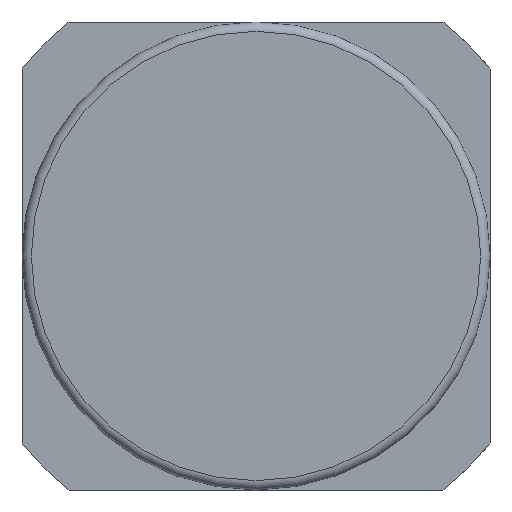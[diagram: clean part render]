
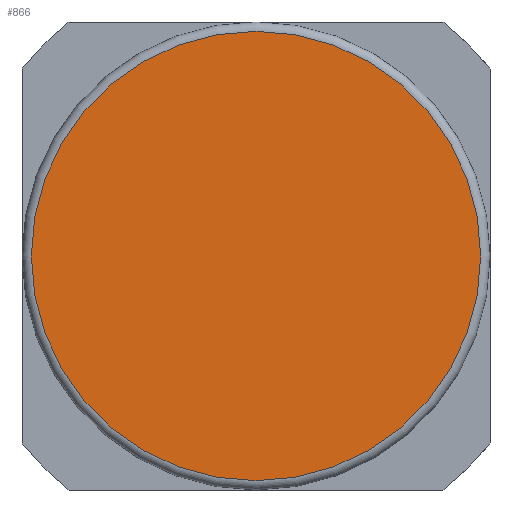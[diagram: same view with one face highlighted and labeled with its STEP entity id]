
A CAD part, front view. The second image highlights one B-rep face of the part: STEP entity #866.
In plain terms, the highlighted planar face has unit normal (0, -1, 0).
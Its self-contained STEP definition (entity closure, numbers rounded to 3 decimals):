
#143=PLANE('',#925);
#204=FACE_OUTER_BOUND('',#260,.T.);
#260=EDGE_LOOP('',(#592));
#347=CIRCLE('',#924,48.);
#403=VERTEX_POINT('',#1313);
#483=EDGE_CURVE('',#403,#403,#347,.T.);
#592=ORIENTED_EDGE('',*,*,#483,.F.);
#866=ADVANCED_FACE('',(#204),#143,.T.);
#924=AXIS2_PLACEMENT_3D('',#1314,#1039,#1040);
#925=AXIS2_PLACEMENT_3D('',#1315,#1041,#1042);
#1039=DIRECTION('center_axis',(0.,1.,0.));
#1040=DIRECTION('ref_axis',(1.,0.,0.));
#1041=DIRECTION('center_axis',(0.,-1.,0.));
#1042=DIRECTION('ref_axis',(0.,0.,1.));
#1313=CARTESIAN_POINT('',(-48.,-5.5,0.));
#1314=CARTESIAN_POINT('Origin',(0.,-5.5,0.));
#1315=CARTESIAN_POINT('Origin',(-25.,-5.5,0.));
